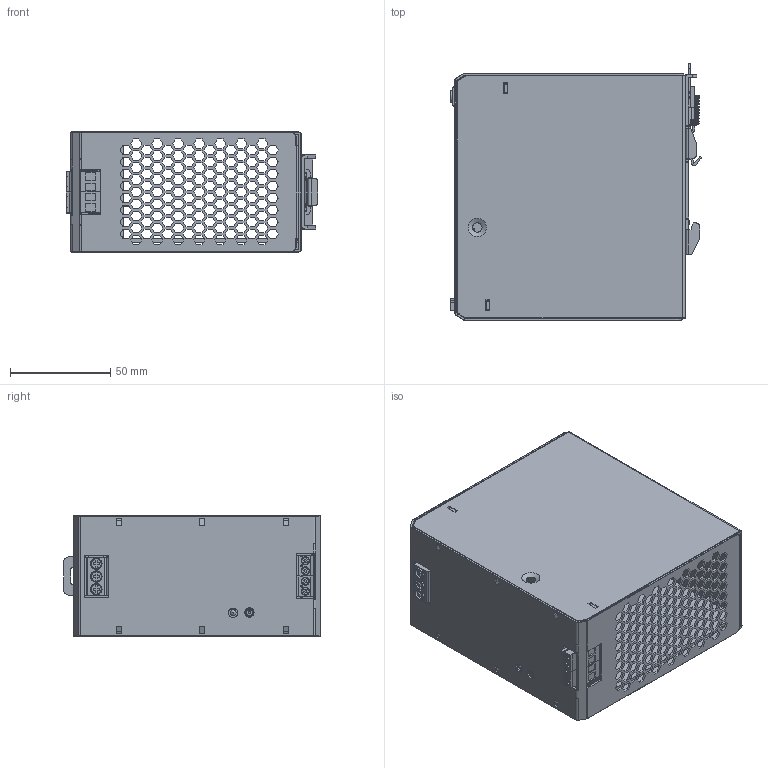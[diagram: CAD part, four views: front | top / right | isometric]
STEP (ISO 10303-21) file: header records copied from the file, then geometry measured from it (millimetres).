
FILE_DESCRIPTION (( 'STEP AP214' ), '1' );
FILE_NAME ('PSV24-240S.STEP', '2018-09-27T17:03:07', ( '' ), ( '' ), 'SwSTEP 2.0', 'SolidWorks 2017', '' );
FILE_SCHEMA (( 'AUTOMOTIVE_DESIGN' ));
Length unit declared in the file: inch
Products named in the file (1): PSV24-240S
Bounding box: 125.84 x 128.4 x 60 mm (x, y, z)
Volume: 114389.6 mm3; surface area: 164022.6 mm2
Topology: 23 solids, 26 shells, 4042 faces, 11465 edges, 7592 vertices
Faces by surface type: plane 3252, cylinder 410, bspline 342, torus 26, cone 12
Full cylindrical faces by diameter (mm): 1 x4, 1.8 x4, 2 x2, 2.5 x7, 2.8 x1, 3 x4, 3.4 x1, 3.5 x5, 3.7 x2, 4 x8, 4.3 x1, 4.5 x7, 4.7 x1, 4.9 x3, 5.5 x2, 5.75 x3
Entity records: 176195 total; most frequent: CARTESIAN_POINT 47080, ORIENTED_EDGE 22722, DIRECTION 18663, EDGE_CURVE 11361, LINE 9663, VECTOR 9663, VERTEX_POINT 7574, EDGE_LOOP 4909
